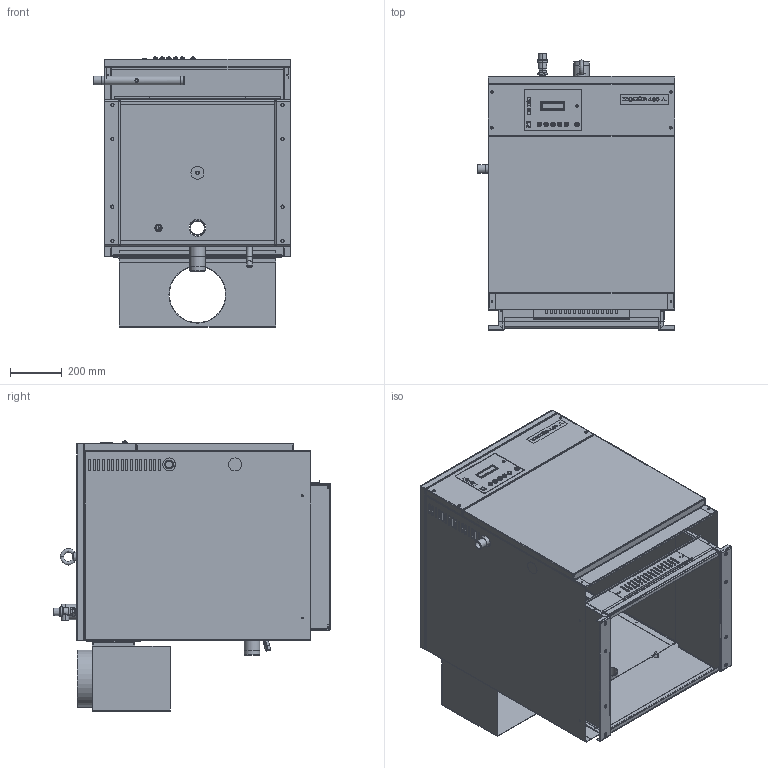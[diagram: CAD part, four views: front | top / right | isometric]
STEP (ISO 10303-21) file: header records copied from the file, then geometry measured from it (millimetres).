
FILE_DESCRIPTION(('STEP AP214'), '1');
FILE_NAME('Êîò¸ë', '', ('UNSPECIFIED'), ('UNSPECIFIED'), 'ASCON STEP Converter 1.3', 'ASCON Math Kernel', '');
FILE_SCHEMA(('AUTOMOTIVE_DESIGN { 1 0 10303 214 3 1 1}'));
Length unit declared in the file: millimetre
Assembly tree (70 placements, depth 5):
  (unnamed)
    (unnamed)
      (unnamed)
      (unnamed)
      (unnamed)  x2
      (unnamed)
      (unnamed)
      (unnamed)  x2
      (unnamed)
        (unnamed)
        (unnamed)
        (unnamed)
        (unnamed)
      (unnamed)
    (unnamed)
      (unnamed)
      (unnamed)
      (unnamed)
      (unnamed)
        (unnamed)
          (unnamed)
          (unnamed)
          (unnamed)  x2
          (unnamed)  x2
          (unnamed)  x6
          (unnamed)
          (unnamed)
        (unnamed)
          (unnamed)
      (unnamed)
        (unnamed)
      (unnamed)
        (unnamed)
    (unnamed)
    (unnamed)
    (unnamed)
    (unnamed)
    (unnamed)
    (unnamed)
      (unnamed)
        (unnamed)
      (unnamed)
      (unnamed)
      (unnamed)  x4
      (unnamed)  x2
    (unnamed)
    (unnamed)
      (unnamed)
      (unnamed)
        (unnamed)
        (unnamed)
        (unnamed)
        (unnamed)
      (unnamed)
      (unnamed)
      (unnamed)
    (unnamed)
      (unnamed)
        (unnamed)
        (unnamed)
Bounding box: 762 x 1070 x 1040.5 mm (x, y, z)
Volume: 8299697.2 mm3; surface area: 9580609.4 mm2
Topology: 65 solids, 65 shells, 2487 faces, 6120 edges, 3901 vertices
Faces by surface type: plane 1689, cylinder 591, extrusion 113, cone 44, torus 28, bspline 16, sphere 6
Full cylindrical faces by diameter (mm): 1.5 x12, 2 x8, 2.6 x4, 3 x2, 3.2 x2, 3.5 x16, 3.7 x10, 4 x6, 5 x1, 6 x7, 6.4 x2, 6.5 x36, 6.7 x42, 7.9 x2, 8 x8, 8.5 x2, 9 x2, 9.1 x1, 9.5 x1, 10 x4, 11.5 x1, 11.806 x6, 12 x7, 12.5 x5, 13 x4, 13.16 x1, 13.5 x7, 13.84 x1, 16 x1, 17.561 x6
Entity records: 96291 total; most frequent: CARTESIAN_POINT 29986, ORIENTED_EDGE 9368, DIRECTION 9283, EDGE_CURVE 4684, VECTOR 3491, LINE 3378, VERTEX_POINT 3101, AXIS2_PLACEMENT_3D 2896
